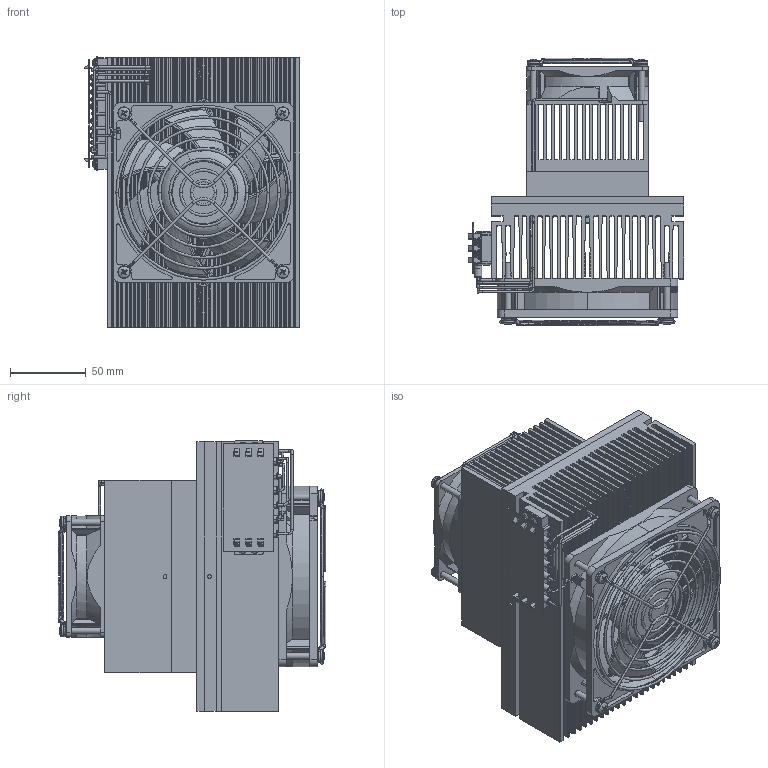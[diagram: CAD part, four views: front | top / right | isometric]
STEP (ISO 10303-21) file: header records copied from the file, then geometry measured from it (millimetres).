
FILE_DESCRIPTION(/* description */ ('Alibre Inc.'),/* implementation_level */ '2;1');
FILE_NAME(/* name */ 'export-1E637FCA-6CE8-4FA7-AD88-6267FA4EAEC8',/* time_stamp */ '2022-01-26T17:49:37-05:00',/* author */ (''),/* organization */ (''),/* preprocessor_version */ 'ST-DEVELOPER v17',/* originating_system */ 'Alibre',/* authorisation */ '');
FILE_SCHEMA (('AUTOMOTIVE_DESIGN'));
Length unit declared in the file: millimetre
Products named in the file (54): sc120_w5_RIB; sc120_w5_RING; sc120_w5; sc80_w2; 8025A_RIBLESS_B; 12025G_RIBLESS
Bounding box: 142.19 x 176.61 x 178.56 mm (x, y, z)
Volume: 1216368.6 mm3; surface area: 802605.8 mm2
Topology: 142 solids, 142 shells, 3974 faces, 10395 edges, 6786 vertices
Faces by surface type: plane 2218, cylinder 811, bspline 555, torus 266, cone 71, sphere 53
Full cylindrical faces by diameter (mm): 1.448 x24, 1.524 x4, 1.575 x12, 2.459 x2, 2.642 x19, 3.048 x3, 3.505 x24, 4.134 x4, 4.166 x14, 4.216 x3, 4.267 x3, 4.318 x4, 4.699 x4, 5.588 x3, 5.74 x3, 6.299 x3, 6.35 x7, 6.858 x21, 8.179 x8, 9.525 x3, 10.312 x3, 12.7 x3
Entity records: 107966 total; most frequent: CARTESIAN_POINT 39861, ORIENTED_EDGE 15440, DIRECTION 10795, EDGE_CURVE 7720, VERTEX_POINT 5117, AXIS2_PLACEMENT_3D 4159, VECTOR 3934, LINE 3934
